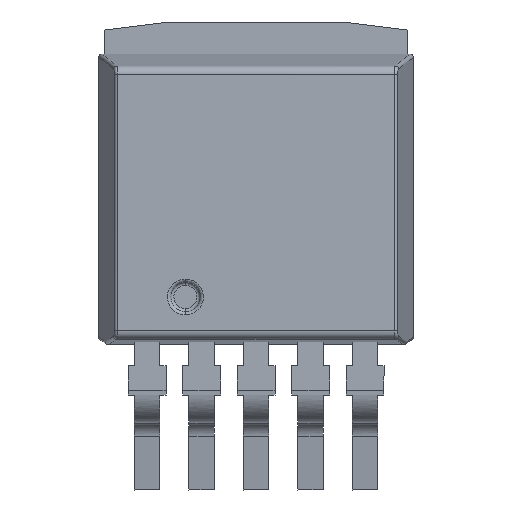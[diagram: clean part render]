
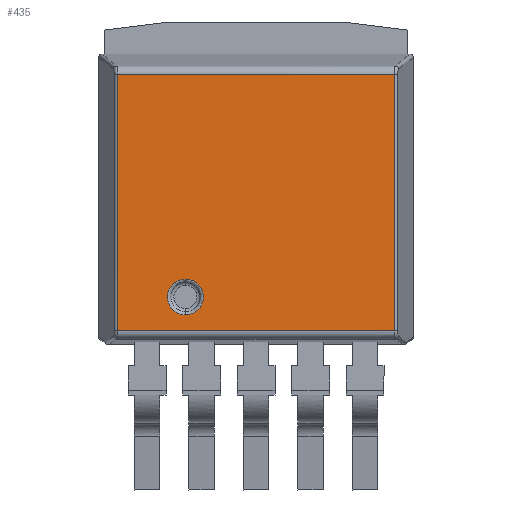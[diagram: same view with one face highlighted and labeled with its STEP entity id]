
A CAD part, top view. The second image highlights one B-rep face of the part: STEP entity #435.
In plain terms, the highlighted planar face has unit normal (0, 0.007, 1).
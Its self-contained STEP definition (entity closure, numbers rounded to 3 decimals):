
#88=(
BOUNDED_CURVE()
B_SPLINE_CURVE(3,(#9311,#9312,#9313,#9314,#9315,#9316,#9317,#9318,#9319,
#9320,#9321,#9322,#9323),.UNSPECIFIED.,.F.,.F.)
B_SPLINE_CURVE_WITH_KNOTS((4,3,3,3,4),(0.,0.44,0.879,
1.319,1.759),.UNSPECIFIED.)
CURVE()
GEOMETRIC_REPRESENTATION_ITEM()
RATIONAL_B_SPLINE_CURVE((1.,1.,1.,1.,1.,1.,1.,1.,1.,1.,1.,
1.,1.))
REPRESENTATION_ITEM('')
);
#93=(
BOUNDED_CURVE()
B_SPLINE_CURVE(3,(#9344,#9345,#9346,#9347,#9348,#9349,#9350,#9351,#9352,
#9353,#9354,#9355,#9356),.UNSPECIFIED.,.F.,.F.)
B_SPLINE_CURVE_WITH_KNOTS((4,3,3,3,4),(1.759,2.199,
2.638,3.078,3.518),.UNSPECIFIED.)
CURVE()
GEOMETRIC_REPRESENTATION_ITEM()
RATIONAL_B_SPLINE_CURVE((1.,1.,1.,1.,1.,1.,1.,1.,1.,1.,1.,1.,1.))
REPRESENTATION_ITEM('')
);
#142=FACE_BOUND('',#949,.T.);
#155=PLANE('',#4163);
#435=ADVANCED_FACE('',(#688,#142),#155,.T.);
#688=FACE_OUTER_BOUND('',#948,.T.);
#948=EDGE_LOOP('',(#2045,#2046,#2047,#2048));
#949=EDGE_LOOP('',(#2049,#2050));
#2045=ORIENTED_EDGE('',*,*,#2825,.F.);
#2046=ORIENTED_EDGE('',*,*,#2824,.F.);
#2047=ORIENTED_EDGE('',*,*,#2822,.T.);
#2048=ORIENTED_EDGE('',*,*,#2823,.F.);
#2049=ORIENTED_EDGE('',*,*,#2957,.F.);
#2050=ORIENTED_EDGE('',*,*,#2952,.F.);
#2822=EDGE_CURVE('',#3873,#3872,#3471,.T.);
#2823=EDGE_CURVE('',#3874,#3872,#3472,.T.);
#2824=EDGE_CURVE('',#3873,#3875,#3473,.T.);
#2825=EDGE_CURVE('',#3875,#3874,#3474,.T.);
#2952=EDGE_CURVE('',#3936,#3941,#88,.T.);
#2957=EDGE_CURVE('',#3941,#3936,#93,.T.);
#3471=B_SPLINE_CURVE_WITH_KNOTS('',1,(#8923,#8924),.UNSPECIFIED.,.F.,.F.,
(2,2),(4.542,13.178),.UNSPECIFIED.);
#3472=B_SPLINE_CURVE_WITH_KNOTS('',1,(#8925,#8926),.UNSPECIFIED.,.F.,.F.,
(2,2),(0.,7.995),.UNSPECIFIED.);
#3473=B_SPLINE_CURVE_WITH_KNOTS('',1,(#8927,#8928),.UNSPECIFIED.,.F.,.F.,
(2,2),(0.,7.995),.UNSPECIFIED.);
#3474=B_SPLINE_CURVE_WITH_KNOTS('',1,(#8929,#8930),.UNSPECIFIED.,.F.,.F.,
(2,2),(4.542,13.178),.UNSPECIFIED.);
#3872=VERTEX_POINT('',#8825);
#3873=VERTEX_POINT('',#8826);
#3874=VERTEX_POINT('',#8827);
#3875=VERTEX_POINT('',#8828);
#3936=VERTEX_POINT('',#8889);
#3941=VERTEX_POINT('',#8894);
#4163=AXIS2_PLACEMENT_3D('',#8235,#4188,$);
#4188=DIRECTION('',(0.,0.007,1.));
#8235=CARTESIAN_POINT('',(-8.86,3.398,4.16));
#8825=CARTESIAN_POINT('',(4.318,-4.597,4.215));
#8826=CARTESIAN_POINT('',(-4.318,-4.597,4.215));
#8827=CARTESIAN_POINT('',(4.318,3.398,4.16));
#8828=CARTESIAN_POINT('',(-4.318,3.398,4.16));
#8889=CARTESIAN_POINT('',(-2.201,-2.985,4.204));
#8894=CARTESIAN_POINT('',(-2.201,-4.105,4.212));
#8923=CARTESIAN_POINT('',(-4.318,-4.597,4.215));
#8924=CARTESIAN_POINT('',(4.318,-4.597,4.215));
#8925=CARTESIAN_POINT('',(4.318,3.398,4.16));
#8926=CARTESIAN_POINT('',(4.318,-4.597,4.215));
#8927=CARTESIAN_POINT('',(-4.318,-4.597,4.215));
#8928=CARTESIAN_POINT('',(-4.318,3.398,4.16));
#8929=CARTESIAN_POINT('',(-4.318,3.398,4.16));
#8930=CARTESIAN_POINT('',(4.318,3.398,4.16));
#9311=CARTESIAN_POINT('',(-2.201,-2.985,4.204));
#9312=CARTESIAN_POINT('',(-2.348,-2.984,4.204));
#9313=CARTESIAN_POINT('',(-2.494,-3.045,4.204));
#9314=CARTESIAN_POINT('',(-2.598,-3.149,4.205));
#9315=CARTESIAN_POINT('',(-2.701,-3.252,4.206));
#9316=CARTESIAN_POINT('',(-2.762,-3.398,4.207));
#9317=CARTESIAN_POINT('',(-2.762,-3.545,4.208));
#9318=CARTESIAN_POINT('',(-2.762,-3.691,4.209));
#9319=CARTESIAN_POINT('',(-2.701,-3.837,4.21));
#9320=CARTESIAN_POINT('',(-2.598,-3.941,4.211));
#9321=CARTESIAN_POINT('',(-2.494,-4.044,4.211));
#9322=CARTESIAN_POINT('',(-2.348,-4.105,4.212));
#9323=CARTESIAN_POINT('',(-2.201,-4.105,4.212));
#9344=CARTESIAN_POINT('',(-2.201,-4.105,4.212));
#9345=CARTESIAN_POINT('',(-2.055,-4.105,4.212));
#9346=CARTESIAN_POINT('',(-1.909,-4.044,4.211));
#9347=CARTESIAN_POINT('',(-1.805,-3.941,4.211));
#9348=CARTESIAN_POINT('',(-1.702,-3.837,4.21));
#9349=CARTESIAN_POINT('',(-1.641,-3.691,4.209));
#9350=CARTESIAN_POINT('',(-1.641,-3.545,4.208));
#9351=CARTESIAN_POINT('',(-1.641,-3.398,4.207));
#9352=CARTESIAN_POINT('',(-1.702,-3.252,4.206));
#9353=CARTESIAN_POINT('',(-1.805,-3.149,4.205));
#9354=CARTESIAN_POINT('',(-1.909,-3.045,4.204));
#9355=CARTESIAN_POINT('',(-2.055,-2.984,4.204));
#9356=CARTESIAN_POINT('',(-2.201,-2.985,4.204));
